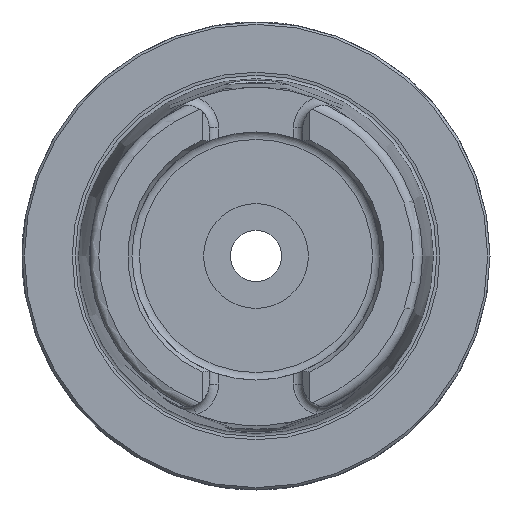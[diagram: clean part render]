
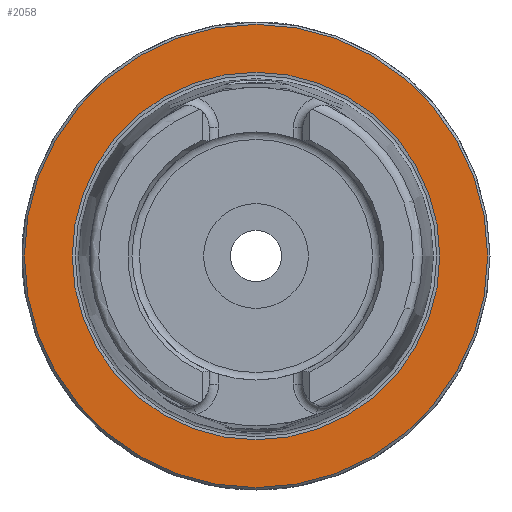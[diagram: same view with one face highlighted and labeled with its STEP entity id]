
A CAD part, left-side view. The second image highlights one B-rep face of the part: STEP entity #2058.
In plain terms, the highlighted planar face has unit normal (-1, 0, 0).
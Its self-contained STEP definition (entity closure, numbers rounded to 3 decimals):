
#97=FACE_BOUND('',#444,.T.);
#133=PLANE('',#2324);
#313=FACE_OUTER_BOUND('',#443,.T.);
#443=EDGE_LOOP('',(#1885));
#444=EDGE_LOOP('',(#1886));
#784=CIRCLE('',#2323,39.275);
#785=CIRCLE('',#2325,49.5);
#994=VERTEX_POINT('',#4442);
#995=VERTEX_POINT('',#4446);
#1296=EDGE_CURVE('',#994,#994,#784,.T.);
#1297=EDGE_CURVE('',#995,#995,#785,.T.);
#1885=ORIENTED_EDGE('',*,*,#1297,.F.);
#1886=ORIENTED_EDGE('',*,*,#1296,.T.);
#2058=ADVANCED_FACE('',(#313,#97),#133,.T.);
#2323=AXIS2_PLACEMENT_3D('',#4444,#2912,#2913);
#2324=AXIS2_PLACEMENT_3D('',#4445,#2914,#2915);
#2325=AXIS2_PLACEMENT_3D('',#4447,#2916,#2917);
#2912=DIRECTION('center_axis',(1.,0.,0.));
#2913=DIRECTION('ref_axis',(0.,0.,-1.));
#2914=DIRECTION('center_axis',(-1.,0.,0.));
#2915=DIRECTION('ref_axis',(0.,0.,1.));
#2916=DIRECTION('center_axis',(1.,0.,0.));
#2917=DIRECTION('ref_axis',(0.,0.,-1.));
#4442=CARTESIAN_POINT('',(0.,-39.275,0.));
#4444=CARTESIAN_POINT('Origin',(0.,0.,0.));
#4445=CARTESIAN_POINT('Origin',(0.,49.5,0.));
#4446=CARTESIAN_POINT('',(0.,-49.5,0.));
#4447=CARTESIAN_POINT('Origin',(0.,0.,0.));
